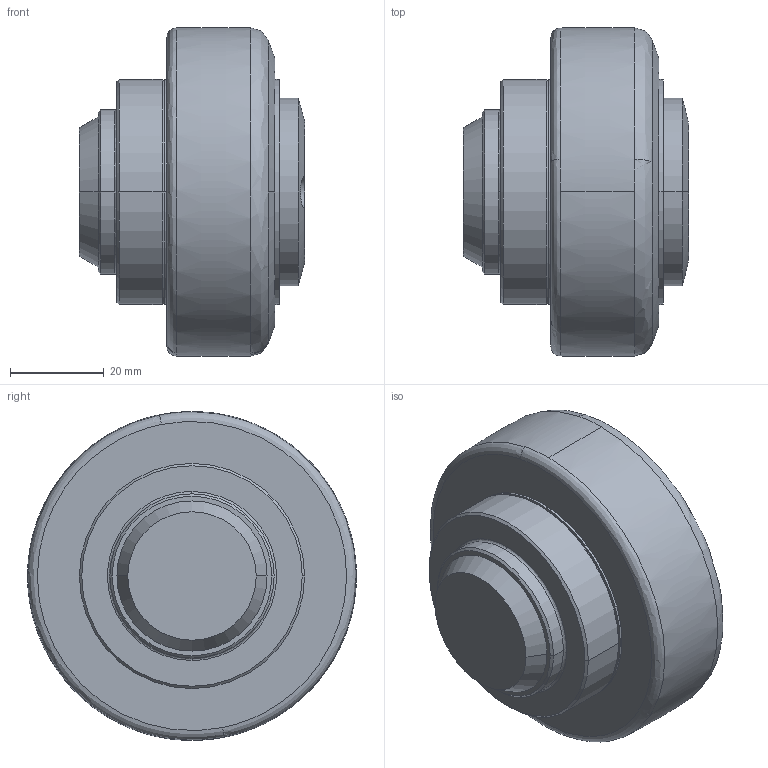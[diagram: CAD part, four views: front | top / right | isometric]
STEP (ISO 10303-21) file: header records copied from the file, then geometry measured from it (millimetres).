
FILE_DESCRIPTION (( 'STEP AP214' ), '1' );
FILE_NAME ('TR-070.0360-Rollco.step', '2023-04-28T07:40:10', ( '' ), ( '' ), 'SwSTEP 2.0', 'SolidWorks 2010', '' );
FILE_SCHEMA (( 'AUTOMOTIVE_DESIGN' ));
Length unit declared in the file: millimetre
Products named in the file (1): TR-070.0360-Rollco
Bounding box: 48 x 70.08 x 70.1 mm (x, y, z)
Volume: 120434.1 mm3; surface area: 15187 mm2
Topology: 1 solids, 1 shells, 84 faces, 188 edges, 116 vertices
Faces by surface type: plane 26, cylinder 26, cone 20, bspline 10, torus 2
Entity records: 3321 total; most frequent: CARTESIAN_POINT 822, DIRECTION 424, ORIENTED_EDGE 376, EDGE_CURVE 188, AXIS2_PLACEMENT_3D 171, VERTEX_POINT 116, CIRCLE 96, EDGE_LOOP 94
